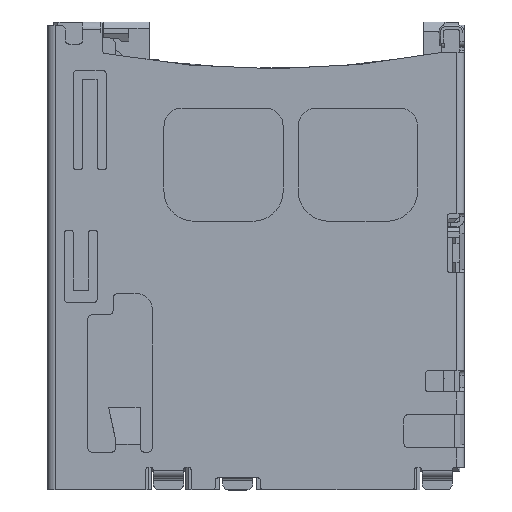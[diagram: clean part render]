
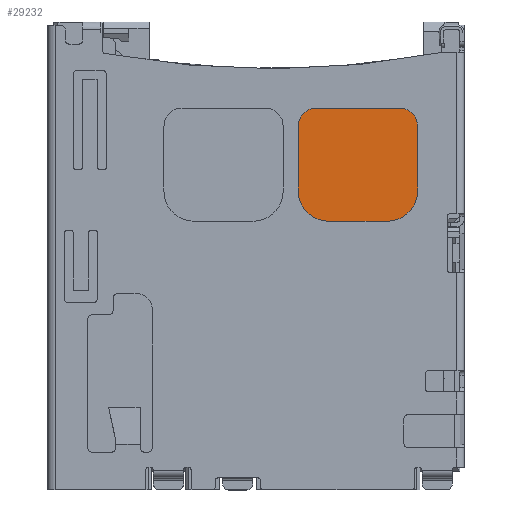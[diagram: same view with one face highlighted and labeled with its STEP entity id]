
A CAD part, top view. The second image highlights one B-rep face of the part: STEP entity #29232.
In plain terms, the highlighted planar face has unit normal (0, 0, 1).
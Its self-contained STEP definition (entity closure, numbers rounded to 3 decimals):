
#10736=DIRECTION('',(0.,-1.,0.));
#10737=VECTOR('',#10736,2.15);
#10738=CARTESIAN_POINT('',(49.472,66.352,0.75));
#10739=LINE('',#10738,#10737);
#10748=DIRECTION('',(-1.,0.,0.));
#10749=VECTOR('',#10748,2.75);
#10750=CARTESIAN_POINT('',(48.872,66.952,0.75));
#10751=LINE('',#10750,#10749);
#10752=CARTESIAN_POINT('',(48.872,66.352,0.75));
#10753=DIRECTION('',(0.,0.,1.));
#10754=DIRECTION('',(1.,0.,0.));
#10755=AXIS2_PLACEMENT_3D('',#10752,#10753,#10754);
#10757=CARTESIAN_POINT('',(48.472,64.202,0.75));
#10758=DIRECTION('',(0.,0.,1.));
#10759=DIRECTION('',(0.,-1.,0.));
#10760=AXIS2_PLACEMENT_3D('',#10757,#10758,#10759);
#10762=DIRECTION('',(1.,0.,0.));
#10763=VECTOR('',#10762,1.95);
#10764=CARTESIAN_POINT('',(46.522,63.202,0.75));
#10765=LINE('',#10764,#10763);
#10766=CARTESIAN_POINT('',(46.522,64.202,0.75));
#10767=DIRECTION('',(0.,0.,1.));
#10768=DIRECTION('',(-1.,0.,0.));
#10769=AXIS2_PLACEMENT_3D('',#10766,#10767,#10768);
#10771=DIRECTION('',(0.,-1.,0.));
#10772=VECTOR('',#10771,2.15);
#10773=CARTESIAN_POINT('',(45.522,66.352,0.75));
#10774=LINE('',#10773,#10772);
#10775=CARTESIAN_POINT('',(46.122,66.352,0.75));
#10776=DIRECTION('',(0.,0.,1.));
#10777=DIRECTION('',(0.,1.,0.));
#10778=AXIS2_PLACEMENT_3D('',#10775,#10776,#10777);
#13240=CARTESIAN_POINT('',(49.472,66.352,0.75));
#13241=CARTESIAN_POINT('',(48.872,66.952,0.75));
#13242=VERTEX_POINT('',#13240);
#13243=VERTEX_POINT('',#13241);
#13244=CARTESIAN_POINT('',(49.472,64.202,0.75));
#13245=VERTEX_POINT('',#13244);
#13246=CARTESIAN_POINT('',(48.472,63.202,0.75));
#13247=VERTEX_POINT('',#13246);
#13248=CARTESIAN_POINT('',(46.522,63.202,0.75));
#13249=VERTEX_POINT('',#13248);
#13250=CARTESIAN_POINT('',(45.522,64.202,0.75));
#13251=VERTEX_POINT('',#13250);
#13252=CARTESIAN_POINT('',(45.522,66.352,0.75));
#13253=VERTEX_POINT('',#13252);
#13254=CARTESIAN_POINT('',(46.122,66.952,0.75));
#13255=VERTEX_POINT('',#13254);
#29211=CARTESIAN_POINT('',(45.522,63.202,0.75));
#29212=DIRECTION('',(0.,0.,1.));
#29213=DIRECTION('',(1.,0.,0.));
#29214=AXIS2_PLACEMENT_3D('',#29211,#29212,#29213);
#29215=PLANE('',#29214);
#29217=ORIENTED_EDGE('',*,*,#29216,.F.);
#29218=ORIENTED_EDGE('',*,*,#29202,.F.);
#29219=ORIENTED_EDGE('',*,*,#29192,.T.);
#29221=ORIENTED_EDGE('',*,*,#29220,.F.);
#29223=ORIENTED_EDGE('',*,*,#29222,.F.);
#29225=ORIENTED_EDGE('',*,*,#29224,.F.);
#29227=ORIENTED_EDGE('',*,*,#29226,.F.);
#29229=ORIENTED_EDGE('',*,*,#29228,.F.);
#29230=EDGE_LOOP('',(#29217,#29218,#29219,#29221,#29223,#29225,#29227,#29229));
#29231=FACE_OUTER_BOUND('',#29230,.F.);
#29232=ADVANCED_FACE('',(#29231),#29215,.T.);
#10756=CIRCLE('',#10755,0.6);
#10761=CIRCLE('',#10760,1.);
#10770=CIRCLE('',#10769,1.);
#10779=CIRCLE('',#10778,0.6);
#29192=EDGE_CURVE('',#13242,#13245,#10739,.T.);
#29202=EDGE_CURVE('',#13242,#13243,#10756,.T.);
#29216=EDGE_CURVE('',#13243,#13255,#10751,.T.);
#29220=EDGE_CURVE('',#13247,#13245,#10761,.T.);
#29222=EDGE_CURVE('',#13249,#13247,#10765,.T.);
#29224=EDGE_CURVE('',#13251,#13249,#10770,.T.);
#29226=EDGE_CURVE('',#13253,#13251,#10774,.T.);
#29228=EDGE_CURVE('',#13255,#13253,#10779,.T.);
